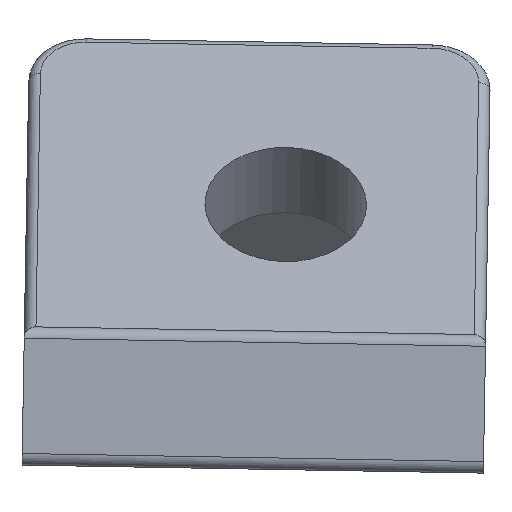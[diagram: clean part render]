
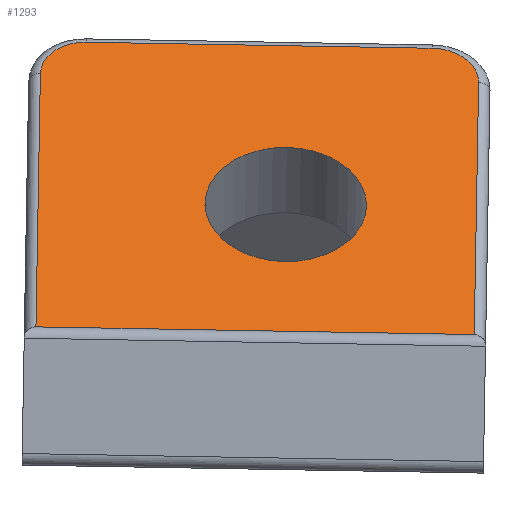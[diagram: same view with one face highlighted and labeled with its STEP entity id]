
A CAD part, front view. The second image highlights one B-rep face of the part: STEP entity #1293.
In plain terms, the highlighted planar face has unit normal (0.012, -0.707, 0.707).
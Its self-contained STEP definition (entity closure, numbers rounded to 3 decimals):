
#587 = VERTEX_POINT('',#588);
#588 = CARTESIAN_POINT('',(38.,-25.703,
    53.009));
#595 = EDGE_CURVE('',#587,#596,#598,.T.);
#596 = VERTEX_POINT('',#597);
#597 = CARTESIAN_POINT('',(38.191,-14.775,
    63.935));
#598 = LINE('',#599,#600);
#599 = CARTESIAN_POINT('',(38.,-25.703,
    53.009));
#600 = VECTOR('',#601,1.);
#601 = DIRECTION('',(0.012,0.707,0.707));
#1274 = VERTEX_POINT('',#1275);
#1275 = CARTESIAN_POINT('',(36.171,-13.328,
    65.417));
#1282 = EDGE_CURVE('',#596,#1274,#1283,.T.);
#1283 = CIRCLE('',#1284,2.046);
#1284 = AXIS2_PLACEMENT_3D('',#1285,#1286,#1287);
#1285 = CARTESIAN_POINT('',(36.146,-14.775,
    63.971));
#1286 = DIRECTION('',(0.012,-0.707,0.707)
  );
#1287 = DIRECTION('',(1.,0.,
    -0.017));
#1293 = ADVANCED_FACE('',(#1294,#1329),#1340,.T.);
#1294 = FACE_BOUND('',#1295,.F.);
#1295 = EDGE_LOOP('',(#1296,#1304,#1312,#1321,#1327,#1328));
#1296 = ORIENTED_EDGE('',*,*,#1297,.F.);
#1297 = EDGE_CURVE('',#1298,#587,#1300,.T.);
#1298 = VERTEX_POINT('',#1299);
#1299 = CARTESIAN_POINT('',(19.003,-25.703,
    53.34));
#1300 = LINE('',#1301,#1302);
#1301 = CARTESIAN_POINT('',(18.503,-25.703,
    53.349));
#1302 = VECTOR('',#1303,1.);
#1303 = DIRECTION('',(1.,0.,
    -0.017));
#1304 = ORIENTED_EDGE('',*,*,#1305,.F.);
#1305 = EDGE_CURVE('',#1306,#1298,#1308,.T.);
#1306 = VERTEX_POINT('',#1307);
#1307 = CARTESIAN_POINT('',(19.195,-14.72,
    64.321));
#1308 = LINE('',#1309,#1310);
#1309 = CARTESIAN_POINT('',(19.195,-14.72,
    64.321));
#1310 = VECTOR('',#1311,1.);
#1311 = DIRECTION('',(-0.012,-0.707,
    -0.707));
#1312 = ORIENTED_EDGE('',*,*,#1313,.F.);
#1313 = EDGE_CURVE('',#1314,#1306,#1316,.T.);
#1314 = VERTEX_POINT('',#1315);
#1315 = CARTESIAN_POINT('',(21.187,-13.328,
    65.678));
#1316 = CIRCLE('',#1317,1.968);
#1317 = AXIS2_PLACEMENT_3D('',#1318,#1319,#1320);
#1318 = CARTESIAN_POINT('',(21.163,-14.72,
    64.287));
#1319 = DIRECTION('',(0.012,-0.707,0.707)
  );
#1320 = DIRECTION('',(0.012,0.707,0.707)
  );
#1321 = ORIENTED_EDGE('',*,*,#1322,.F.);
#1322 = EDGE_CURVE('',#1274,#1314,#1323,.T.);
#1323 = LINE('',#1324,#1325);
#1324 = CARTESIAN_POINT('',(36.171,-13.328,
    65.417));
#1325 = VECTOR('',#1326,1.);
#1326 = DIRECTION('',(-1.,0.,
    0.017));
#1327 = ORIENTED_EDGE('',*,*,#1282,.F.);
#1328 = ORIENTED_EDGE('',*,*,#595,.F.);
#1329 = FACE_BOUND('',#1330,.F.);
#1330 = EDGE_LOOP('',(#1331));
#1331 = ORIENTED_EDGE('',*,*,#1332,.F.);
#1332 = EDGE_CURVE('',#1333,#1333,#1335,.T.);
#1333 = VERTEX_POINT('',#1334);
#1334 = CARTESIAN_POINT('',(29.788,-22.686,
    56.169));
#1335 = CIRCLE('',#1336,3.5);
#1336 = AXIS2_PLACEMENT_3D('',#1337,#1338,#1339);
#1337 = CARTESIAN_POINT('',(29.831,-20.211,
    58.643));
#1338 = DIRECTION('',(-0.012,0.707,-0.707
    ));
#1339 = DIRECTION('',(-0.012,-0.707,
    -0.707));
#1340 = PLANE('',#1341);
#1341 = AXIS2_PLACEMENT_3D('',#1342,#1343,#1344);
#1342 = CARTESIAN_POINT('',(28.604,-19.543,
    59.334));
#1343 = DIRECTION('',(0.012,-0.707,0.707)
  );
#1344 = DIRECTION('',(0.,0.707,0.707)
  );
